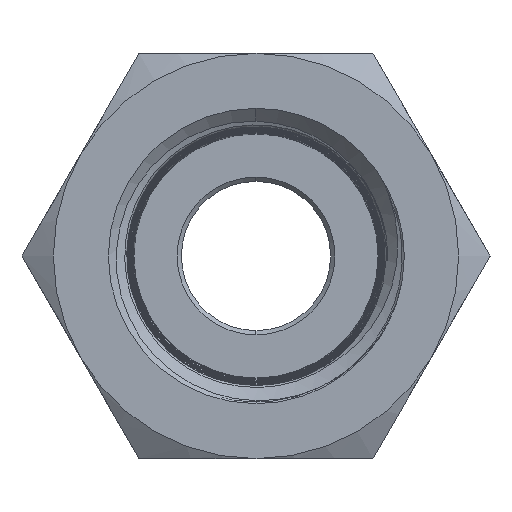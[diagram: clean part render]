
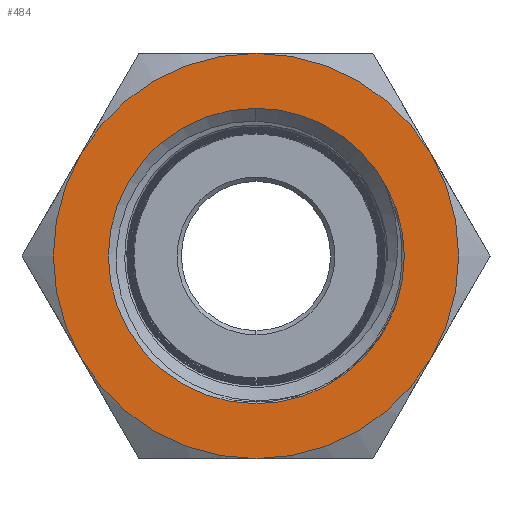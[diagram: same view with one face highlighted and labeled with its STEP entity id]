
A CAD part, front view. The second image highlights one B-rep face of the part: STEP entity #484.
In plain terms, the highlighted planar face has unit normal (0, -1, 0).
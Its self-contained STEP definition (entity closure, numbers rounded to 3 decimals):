
#219 = ORIENTED_EDGE ( 'NONE', *, *, #32714, .T. ) ;
#316 = ORIENTED_EDGE ( 'NONE', *, *, #1934, .T. ) ;
#484 = ADVANCED_FACE ( 'NONE', ( #11733, #19358 ), #33663, .F. ) ;
#696 = AXIS2_PLACEMENT_3D ( 'NONE', #4489, #24470, #7345 ) ;
#1858 = CARTESIAN_POINT ( 'NONE',  ( 6.628, -19.1, 2.131 ) ) ;
#1879 = CARTESIAN_POINT ( 'NONE',  ( 0., -19.1, 0. ) ) ;
#1934 = EDGE_CURVE ( 'NONE', #11968, #13576, #17004, .T. ) ;
#2098 = DIRECTION ( 'NONE',  ( 0., 1., 0. ) ) ;
#2246 = EDGE_LOOP ( 'NONE', ( #29272, #23184, #34051, #23955, #10178, #5779 ) ) ;
#3352 = CARTESIAN_POINT ( 'NONE',  ( 0., -19.1, 6.924 ) ) ;
#4489 = CARTESIAN_POINT ( 'NONE',  ( 0., -19.1, 0. ) ) ;
#4743 = CARTESIAN_POINT ( 'NONE',  ( 6.873, -19.1, 1.074 ) ) ;
#4763 = DIRECTION ( 'NONE',  ( 0., 0., 1. ) ) ;
#5779 = ORIENTED_EDGE ( 'NONE', *, *, #30767, .F. ) ;
#6280 = CARTESIAN_POINT ( 'NONE',  ( 0., -19.1, 0. ) ) ;
#6663 = VERTEX_POINT ( 'NONE', #16060 ) ;
#6915 = ORIENTED_EDGE ( 'NONE', *, *, #36057, .T. ) ;
#7345 = DIRECTION ( 'NONE',  ( 0., 0., 1. ) ) ;
#7518 = AXIS2_PLACEMENT_3D ( 'NONE', #24747, #7616, #27594 ) ;
#7586 = CARTESIAN_POINT ( 'NONE',  ( 6.953, -19.1, 0.264 ) ) ;
#7616 = DIRECTION ( 'NONE',  ( 0., 1., 0. ) ) ;
#7735 = CARTESIAN_POINT ( 'NONE',  ( 0., -19.1, 0. ) ) ;
#8120 = AXIS2_PLACEMENT_3D ( 'NONE', #30331, #13229, #33182 ) ;
#8460 = AXIS2_PLACEMENT_3D ( 'NONE', #7735, #27711, #10599 ) ;
#8834 = CARTESIAN_POINT ( 'NONE',  ( 6.178, -19.1, -3.125 ) ) ;
#9170 = DIRECTION ( 'NONE',  ( 0., 0., 1. ) ) ;
#9374 = AXIS2_PLACEMENT_3D ( 'NONE', #26674, #9550, #29538 ) ;
#9550 = DIRECTION ( 'NONE',  ( 0., 1., 0. ) ) ;
#10178 = ORIENTED_EDGE ( 'NONE', *, *, #29784, .T. ) ;
#10422 = CIRCLE ( 'NONE', #29191, 6.924 ) ;
#10455 = CARTESIAN_POINT ( 'NONE',  ( 6.936, -19.1, -0.544 ) ) ;
#10599 = DIRECTION ( 'NONE',  ( 0., 0., -1. ) ) ;
#11343 = CIRCLE ( 'NONE', #696, 9.5 ) ;
#11733 = FACE_BOUND ( 'NONE', #27379, .T. ) ;
#11851 = CARTESIAN_POINT ( 'NONE',  ( 0., -19.1, 0. ) ) ;
#11968 = VERTEX_POINT ( 'NONE', #8834 ) ;
#12304 = CARTESIAN_POINT ( 'NONE',  ( -8.227, -19.1, 4.75 ) ) ;
#12405 = B_SPLINE_CURVE_WITH_KNOTS ( 'NONE', 3,
 ( #36059, #16084, #1858, #21851, #4743, #24721, #7586, #27566, #10455, #30450, #13346, #33307, #16203, #36175 ),
 .UNSPECIFIED., .F., .F.,
 ( 4, 2, 2, 2, 2, 2, 4 ),
 ( 0.002, 0.004, 0.004, 0.005, 0.006, 0.007, 0.008 ),
 .UNSPECIFIED. ) ;
#13229 = DIRECTION ( 'NONE',  ( 0., 1., 0. ) ) ;
#13346 = CARTESIAN_POINT ( 'NONE',  ( 6.821, -19.1, -1.353 ) ) ;
#13576 = VERTEX_POINT ( 'NONE', #21149 ) ;
#14366 = CARTESIAN_POINT ( 'NONE',  ( 8.227, -19.1, 4.75 ) ) ;
#14734 = DIRECTION ( 'NONE',  ( 0., 0., 1. ) ) ;
#15206 = CIRCLE ( 'NONE', #8120, 9.5 ) ;
#15380 = VERTEX_POINT ( 'NONE', #12304 ) ;
#15861 = CARTESIAN_POINT ( 'NONE',  ( -8.227, -19.1, -4.75 ) ) ;
#16060 = CARTESIAN_POINT ( 'NONE',  ( 6.182, -19.1, 3.118 ) ) ;
#16084 = CARTESIAN_POINT ( 'NONE',  ( 6.437, -19.1, 2.635 ) ) ;
#16203 = CARTESIAN_POINT ( 'NONE',  ( 6.433, -19.1, -2.645 ) ) ;
#16332 = DIRECTION ( 'NONE',  ( 0., 1., 0. ) ) ;
#17004 = CIRCLE ( 'NONE', #36390, 6.924 ) ;
#18552 = AXIS2_PLACEMENT_3D ( 'NONE', #33428, #16332, #36297 ) ;
#19211 = DIRECTION ( 'NONE',  ( 0., 0., 1. ) ) ;
#19358 = FACE_OUTER_BOUND ( 'NONE', #2246, .T. ) ;
#20465 = VERTEX_POINT ( 'NONE', #3352 ) ;
#20568 = VERTEX_POINT ( 'NONE', #23845 ) ;
#21149 = CARTESIAN_POINT ( 'NONE',  ( 0., -19.1, -6.924 ) ) ;
#21245 = VERTEX_POINT ( 'NONE', #21665 ) ;
#21665 = CARTESIAN_POINT ( 'NONE',  ( 8.227, -19.1, -4.75 ) ) ;
#21851 = CARTESIAN_POINT ( 'NONE',  ( 6.823, -19.1, 1.343 ) ) ;
#21879 = DIRECTION ( 'NONE',  ( 0., 1., 0. ) ) ;
#22078 = CARTESIAN_POINT ( 'NONE',  ( 0., -19.1, 0. ) ) ;
#22254 = VERTEX_POINT ( 'NONE', #15861 ) ;
#23184 = ORIENTED_EDGE ( 'NONE', *, *, #26843, .F. ) ;
#23845 = CARTESIAN_POINT ( 'NONE',  ( 0., -19.1, 9.5 ) ) ;
#23955 = ORIENTED_EDGE ( 'NONE', *, *, #28786, .F. ) ;
#24095 = CIRCLE ( 'NONE', #8460, 9.5 ) ;
#24470 = DIRECTION ( 'NONE',  ( 0., 1., 0. ) ) ;
#24721 = CARTESIAN_POINT ( 'NONE',  ( 6.938, -19.1, 0.534 ) ) ;
#24747 = CARTESIAN_POINT ( 'NONE',  ( 0., -19.1, 0. ) ) ;
#25050 = ORIENTED_EDGE ( 'NONE', *, *, #31783, .T. ) ;
#26291 = DIRECTION ( 'NONE',  ( 0., 1., 0. ) ) ;
#26674 = CARTESIAN_POINT ( 'NONE',  ( 0., -19.1, 0. ) ) ;
#26843 = EDGE_CURVE ( 'NONE', #15380, #20568, #15206, .T. ) ;
#27379 = EDGE_LOOP ( 'NONE', ( #316, #6915, #219, #25050 ) ) ;
#27566 = CARTESIAN_POINT ( 'NONE',  ( 6.953, -19.1, -0.275 ) ) ;
#27594 = DIRECTION ( 'NONE',  ( 0., 0., 1. ) ) ;
#27711 = DIRECTION ( 'NONE',  ( 0., -1., 0. ) ) ;
#28786 = EDGE_CURVE ( 'NONE', #32334, #22254, #33387, .T. ) ;
#29191 = AXIS2_PLACEMENT_3D ( 'NONE', #11851, #31829, #14734 ) ;
#29272 = ORIENTED_EDGE ( 'NONE', *, *, #31730, .F. ) ;
#29538 = DIRECTION ( 'NONE',  ( 0., 0., 1. ) ) ;
#29725 = EDGE_CURVE ( 'NONE', #22254, #15380, #31667, .T. ) ;
#29784 = EDGE_CURVE ( 'NONE', #32334, #21245, #24095, .T. ) ;
#30251 = CIRCLE ( 'NONE', #7518, 9.5 ) ;
#30331 = CARTESIAN_POINT ( 'NONE',  ( 0., -19.1, 0. ) ) ;
#30378 = AXIS2_PLACEMENT_3D ( 'NONE', #22078, #2098, #19211 ) ;
#30450 = CARTESIAN_POINT ( 'NONE',  ( 6.871, -19.1, -1.083 ) ) ;
#30519 = CIRCLE ( 'NONE', #18552, 6.924 ) ;
#30767 = EDGE_CURVE ( 'NONE', #31489, #21245, #30251, .T. ) ;
#31489 = VERTEX_POINT ( 'NONE', #14366 ) ;
#31667 = CIRCLE ( 'NONE', #35959, 9.5 ) ;
#31730 = EDGE_CURVE ( 'NONE', #20568, #31489, #11343, .T. ) ;
#31783 = EDGE_CURVE ( 'NONE', #6663, #11968, #12405, .T. ) ;
#31829 = DIRECTION ( 'NONE',  ( 0., 1., 0. ) ) ;
#32334 = VERTEX_POINT ( 'NONE', #35483 ) ;
#32714 = EDGE_CURVE ( 'NONE', #20465, #6663, #10422, .T. ) ;
#33182 = DIRECTION ( 'NONE',  ( 0., 0., 1. ) ) ;
#33307 = CARTESIAN_POINT ( 'NONE',  ( 6.626, -19.1, -2.141 ) ) ;
#33387 = CIRCLE ( 'NONE', #9374, 9.5 ) ;
#33428 = CARTESIAN_POINT ( 'NONE',  ( 0., -19.1, 0. ) ) ;
#33663 = PLANE ( 'NONE',  #30378 ) ;
#34051 = ORIENTED_EDGE ( 'NONE', *, *, #29725, .F. ) ;
#35483 = CARTESIAN_POINT ( 'NONE',  ( 0., -19.1, -9.5 ) ) ;
#35959 = AXIS2_PLACEMENT_3D ( 'NONE', #1879, #21879, #4763 ) ;
#36057 = EDGE_CURVE ( 'NONE', #13576, #20465, #30519, .T. ) ;
#36059 = CARTESIAN_POINT ( 'NONE',  ( 6.182, -19.1, 3.118 ) ) ;
#36175 = CARTESIAN_POINT ( 'NONE',  ( 6.178, -19.1, -3.125 ) ) ;
#36297 = DIRECTION ( 'NONE',  ( 0., 0., 1. ) ) ;
#36390 = AXIS2_PLACEMENT_3D ( 'NONE', #6280, #26291, #9170 ) ;
